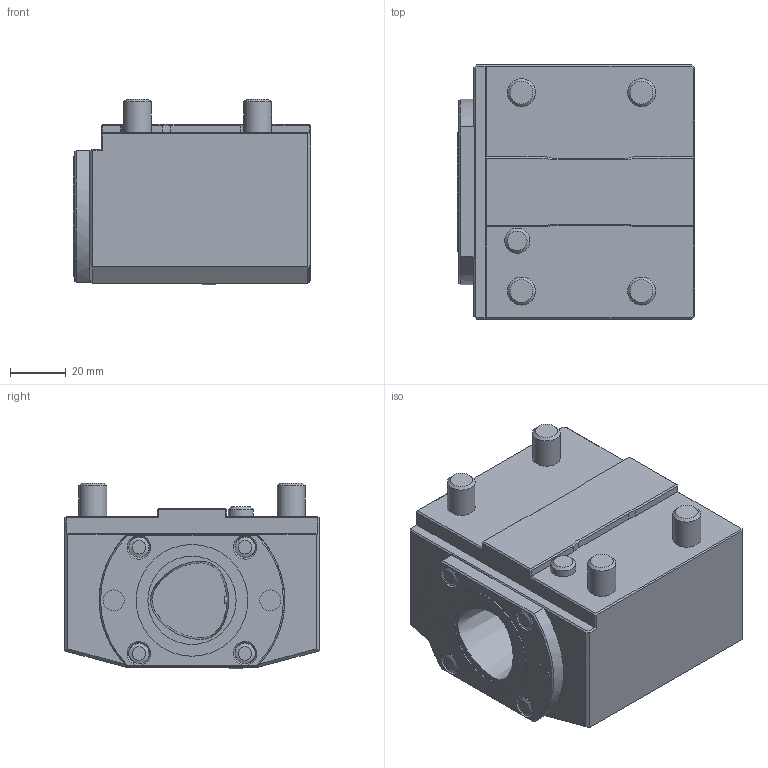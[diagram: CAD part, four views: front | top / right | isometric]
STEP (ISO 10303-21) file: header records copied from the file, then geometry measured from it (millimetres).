
FILE_DESCRIPTION(/* description */ (''),/* implementation_level */ '2;1');
FILE_NAME(/* name */ '1621492911748.stp',/* time_stamp */ '2021-05-20T12:12:15+06:00',/* author */ (''),/* organization */ ('SMS'),/* preprocessor_version */ 'ST-DEVELOPER v16.7',/* originating_system */ 'SIEMENS PLM Software NX 12.0',/* authorisation */ '');
FILE_SCHEMA (('AUTOMOTIVE_DESIGN { 1 0 10303 214 3 1 1 1 }'));
Length unit declared in the file: millimetre
Products named in the file (1): 203442730mod000_00
Bounding box: 84.95 x 91 x 66.5 mm (x, y, z)
Volume: 387036.4 mm3; surface area: 37260.6 mm2
Topology: 1 solids, 1 shells, 157 faces, 376 edges, 232 vertices
Faces by surface type: plane 89, cylinder 31, cone 27, sphere 5, torus 4, bspline 1
Full cylindrical faces by diameter (mm): 2.5 x1, 4.495 x4, 5.183 x4, 5.694 x1, 5.994 x4, 7.193 x4, 8.991 x1, 9.99 x4, 31.6 x1, 39.96 x1
Entity records: 4364 total; most frequent: CARTESIAN_POINT 1142, DIRECTION 665, ORIENTED_EDGE 568, EDGE_CURVE 284, AXIS2_PLACEMENT_3D 255, EDGE_LOOP 225, VERTEX_POINT 193, LINE 155
